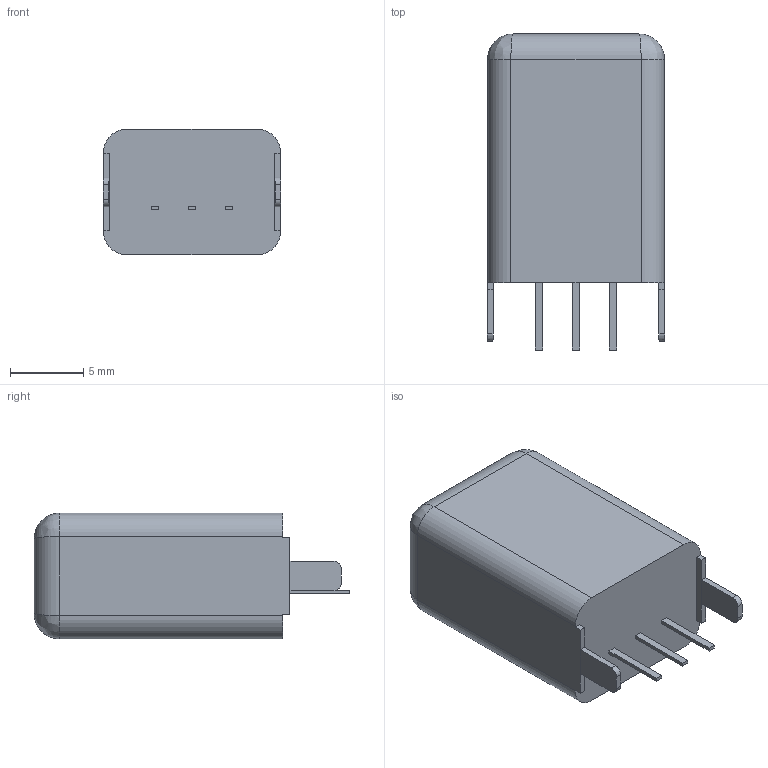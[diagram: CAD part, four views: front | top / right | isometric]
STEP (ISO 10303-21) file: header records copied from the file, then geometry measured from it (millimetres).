
FILE_DESCRIPTION (( 'STEP AP214' ), '1' );
FILE_NAME ('TSR 1WI.STEP', '2020-09-28T07:33:26', ( 'user' ), ( '' ), 'SwSTEP 2.0', 'SolidWorks 2016', '' );
FILE_SCHEMA (( 'AUTOMOTIVE_DESIGN' ));
Length unit declared in the file: millimetre
Products named in the file (2): TSR 1WI
Bounding box: 12.15 x 21.6 x 8.6 mm (x, y, z)
Volume: 1717.2 mm3; surface area: 895.3 mm2
Topology: 1 solids, 1 shells, 57 faces, 140 edges, 84 vertices
Faces by surface type: plane 41, cylinder 12, bspline 4
Entity records: 2430 total; most frequent: CARTESIAN_POINT 467, ORIENTED_EDGE 272, DIRECTION 254, EDGE_CURVE 136, VECTOR 112, LINE 112, VERTEX_POINT 84, AXIS2_PLACEMENT_3D 71
